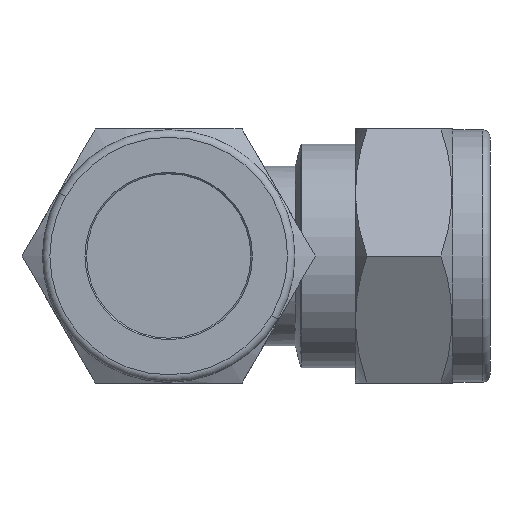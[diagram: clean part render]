
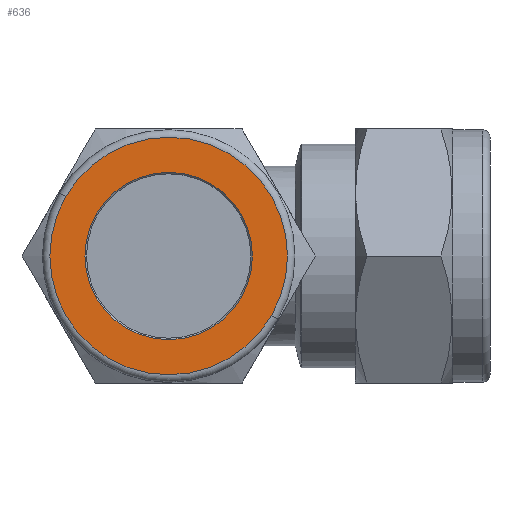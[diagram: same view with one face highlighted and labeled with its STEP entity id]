
A CAD part, front view. The second image highlights one B-rep face of the part: STEP entity #636.
In plain terms, the highlighted planar face has unit normal (0, -1, 0).
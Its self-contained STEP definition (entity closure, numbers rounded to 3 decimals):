
#134 = AXIS2_PLACEMENT_3D ( 'NONE', #2547, #2544, #2551 ) ;
#137 = AXIS2_PLACEMENT_3D ( 'NONE', #2453, #2454, #2455 ) ;
#147 = AXIS2_PLACEMENT_3D ( 'NONE', #2456, #2457, #2458 ) ;
#153 = AXIS2_PLACEMENT_3D ( 'NONE', #2299, #2300, #2301 ) ;
#159 = AXIS2_PLACEMENT_3D ( 'NONE', #2325, #2326, #2327 ) ;
#636 = ADVANCED_FACE ( 'NONE', ( #1741, #1743 ), #2549, .T. ) ;
#660 = CIRCLE ( 'NONE', #137, 11.2 ) ;
#667 = CIRCLE ( 'NONE', #147, 15.9 ) ;
#679 = CIRCLE ( 'NONE', #153, 11.2 ) ;
#694 = CIRCLE ( 'NONE', #159, 15.9 ) ;
#1109 = VERTEX_POINT ( 'NONE', #2647 ) ;
#1110 = VERTEX_POINT ( 'NONE', #2648 ) ;
#1116 = VERTEX_POINT ( 'NONE', #2654 ) ;
#1119 = VERTEX_POINT ( 'NONE', #2362 ) ;
#1257 = ORIENTED_EDGE ( 'NONE', *, *, #1911, .T. ) ;
#1258 = ORIENTED_EDGE ( 'NONE', *, *, #1883, .T. ) ;
#1259 = ORIENTED_EDGE ( 'NONE', *, *, #1900, .T. ) ;
#1260 = ORIENTED_EDGE ( 'NONE', *, *, #1882, .T. ) ;
#1575 = EDGE_LOOP ( 'NONE', ( #1257, #1258 ) ) ;
#1579 = EDGE_LOOP ( 'NONE', ( #1259, #1260 ) ) ;
#1741 = FACE_OUTER_BOUND ( 'NONE', #1575, .T. ) ;
#1743 = FACE_BOUND ( 'NONE', #1579, .T. ) ;
#1882 = EDGE_CURVE ( 'NONE', #1116, #1119, #660, .T. ) ;
#1883 = EDGE_CURVE ( 'NONE', #1110, #1109, #667, .T. ) ;
#1900 = EDGE_CURVE ( 'NONE', #1119, #1116, #679, .T. ) ;
#1911 = EDGE_CURVE ( 'NONE', #1109, #1110, #694, .T. ) ;
#2299 = CARTESIAN_POINT ( 'NONE',  ( 0., -6., 0. ) ) ;
#2300 = DIRECTION ( 'NONE',  ( 0., 1., 0. ) ) ;
#2301 = DIRECTION ( 'NONE',  ( 0.866, 0., -0.5 ) ) ;
#2325 = CARTESIAN_POINT ( 'NONE',  ( 0., -6., 0. ) ) ;
#2326 = DIRECTION ( 'NONE',  ( 0., -1., 0. ) ) ;
#2327 = DIRECTION ( 'NONE',  ( -0.866, 0., 0.5 ) ) ;
#2362 = CARTESIAN_POINT ( 'NONE',  ( -9.699, -6., 5.6 ) ) ;
#2453 = CARTESIAN_POINT ( 'NONE',  ( 0., -6., 0. ) ) ;
#2454 = DIRECTION ( 'NONE',  ( 0., 1., 0. ) ) ;
#2455 = DIRECTION ( 'NONE',  ( 0.866, 0., -0.5 ) ) ;
#2456 = CARTESIAN_POINT ( 'NONE',  ( 0., -6., 0. ) ) ;
#2457 = DIRECTION ( 'NONE',  ( 0., -1., 0. ) ) ;
#2458 = DIRECTION ( 'NONE',  ( -0.866, 0., 0.5 ) ) ;
#2544 = DIRECTION ( 'NONE',  ( 0., -1., 0. ) ) ;
#2547 = CARTESIAN_POINT ( 'NONE',  ( -8.45, -6., -14.636 ) ) ;
#2549 = PLANE ( 'NONE',  #134 ) ;
#2551 = DIRECTION ( 'NONE',  ( -0.866, 0., 0.5 ) ) ;
#2647 = CARTESIAN_POINT ( 'NONE',  ( -13.77, -6., 7.95 ) ) ;
#2648 = CARTESIAN_POINT ( 'NONE',  ( 13.77, -6., -7.95 ) ) ;
#2654 = CARTESIAN_POINT ( 'NONE',  ( 9.699, -6., -5.6 ) ) ;
